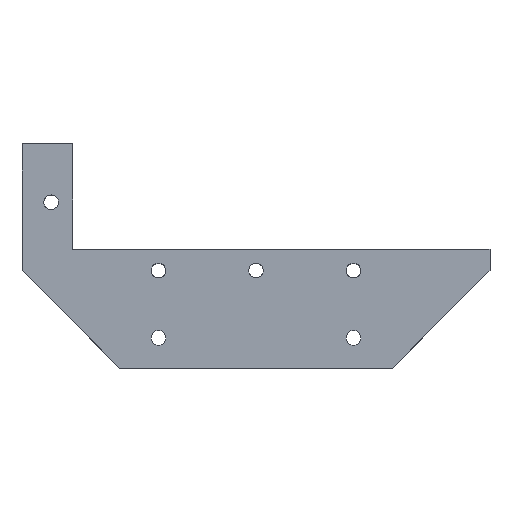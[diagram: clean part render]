
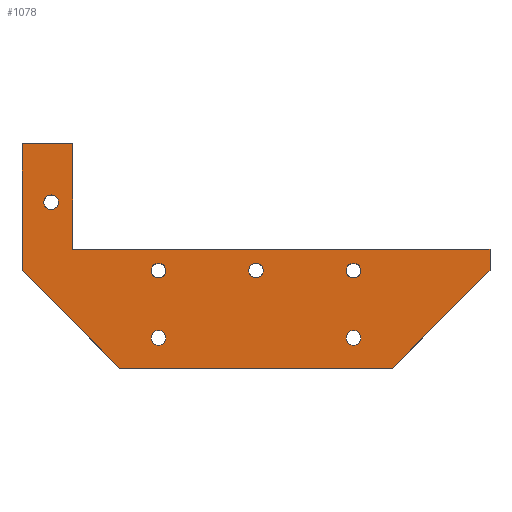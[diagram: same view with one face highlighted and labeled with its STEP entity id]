
A CAD part, top view. The second image highlights one B-rep face of the part: STEP entity #1078.
In plain terms, the highlighted planar face has unit normal (0, 0, 1).
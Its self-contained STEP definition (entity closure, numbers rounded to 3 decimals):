
#43=FACE_BOUND('',#229,.T.);
#44=FACE_BOUND('',#230,.T.);
#45=FACE_BOUND('',#231,.T.);
#46=FACE_BOUND('',#232,.T.);
#47=FACE_BOUND('',#233,.T.);
#48=FACE_BOUND('',#234,.T.);
#83=CIRCLE('',#1146,1.89);
#84=CIRCLE('',#1148,1.89);
#85=CIRCLE('',#1150,1.89);
#86=CIRCLE('',#1152,1.89);
#87=CIRCLE('',#1154,1.89);
#88=CIRCLE('',#1156,1.89);
#144=FACE_OUTER_BOUND('',#228,.T.);
#228=EDGE_LOOP('',(#965,#966,#967,#968,#969,#970,#971,#972));
#229=EDGE_LOOP('',(#973));
#230=EDGE_LOOP('',(#974));
#231=EDGE_LOOP('',(#975));
#232=EDGE_LOOP('',(#976));
#233=EDGE_LOOP('',(#977));
#234=EDGE_LOOP('',(#978));
#272=LINE('',#1547,#384);
#334=LINE('',#1719,#446);
#336=LINE('',#1723,#448);
#338=LINE('',#1727,#450);
#340=LINE('',#1731,#452);
#342=LINE('',#1735,#454);
#344=LINE('',#1739,#456);
#346=LINE('',#1742,#458);
#384=VECTOR('',#1252,107.);
#446=VECTOR('',#1420,5.5);
#448=VECTOR('',#1424,35.355);
#450=VECTOR('',#1428,70.);
#452=VECTOR('',#1432,35.355);
#454=VECTOR('',#1436,32.5);
#456=VECTOR('',#1440,13.);
#458=VECTOR('',#1444,27.);
#495=VERTEX_POINT('',#1544);
#496=VERTEX_POINT('',#1546);
#547=VERTEX_POINT('',#1700);
#548=VERTEX_POINT('',#1703);
#549=VERTEX_POINT('',#1706);
#550=VERTEX_POINT('',#1709);
#551=VERTEX_POINT('',#1712);
#552=VERTEX_POINT('',#1715);
#553=VERTEX_POINT('',#1718);
#554=VERTEX_POINT('',#1722);
#555=VERTEX_POINT('',#1726);
#556=VERTEX_POINT('',#1730);
#557=VERTEX_POINT('',#1734);
#558=VERTEX_POINT('',#1738);
#608=EDGE_CURVE('',#496,#495,#272,.T.);
#680=EDGE_CURVE('',#547,#547,#83,.T.);
#681=EDGE_CURVE('',#548,#548,#84,.T.);
#682=EDGE_CURVE('',#549,#549,#85,.T.);
#683=EDGE_CURVE('',#550,#550,#86,.T.);
#684=EDGE_CURVE('',#551,#551,#87,.T.);
#685=EDGE_CURVE('',#552,#552,#88,.T.);
#686=EDGE_CURVE('',#553,#496,#334,.T.);
#688=EDGE_CURVE('',#554,#553,#336,.T.);
#690=EDGE_CURVE('',#555,#554,#338,.T.);
#692=EDGE_CURVE('',#556,#555,#340,.T.);
#694=EDGE_CURVE('',#557,#556,#342,.T.);
#696=EDGE_CURVE('',#558,#557,#344,.T.);
#698=EDGE_CURVE('',#495,#558,#346,.T.);
#965=ORIENTED_EDGE('',*,*,#608,.T.);
#966=ORIENTED_EDGE('',*,*,#698,.T.);
#967=ORIENTED_EDGE('',*,*,#696,.T.);
#968=ORIENTED_EDGE('',*,*,#694,.T.);
#969=ORIENTED_EDGE('',*,*,#692,.T.);
#970=ORIENTED_EDGE('',*,*,#690,.T.);
#971=ORIENTED_EDGE('',*,*,#688,.T.);
#972=ORIENTED_EDGE('',*,*,#686,.T.);
#973=ORIENTED_EDGE('',*,*,#680,.T.);
#974=ORIENTED_EDGE('',*,*,#681,.T.);
#975=ORIENTED_EDGE('',*,*,#682,.T.);
#976=ORIENTED_EDGE('',*,*,#683,.T.);
#977=ORIENTED_EDGE('',*,*,#684,.T.);
#978=ORIENTED_EDGE('',*,*,#685,.T.);
#1022=PLANE('',#1164);
#1078=ADVANCED_FACE('',(#144,#43,#44,#45,#46,#47,#48),#1022,.T.);
#1146=AXIS2_PLACEMENT_3D('',#1701,#1396,#1397);
#1148=AXIS2_PLACEMENT_3D('',#1704,#1400,#1401);
#1150=AXIS2_PLACEMENT_3D('',#1707,#1404,#1405);
#1152=AXIS2_PLACEMENT_3D('',#1710,#1408,#1409);
#1154=AXIS2_PLACEMENT_3D('',#1713,#1412,#1413);
#1156=AXIS2_PLACEMENT_3D('',#1716,#1416,#1417);
#1164=AXIS2_PLACEMENT_3D('',#1743,#1445,#1446);
#1252=DIRECTION('',(-1.,0.,0.));
#1396=DIRECTION('center_axis',(0.,0.,-1.));
#1397=DIRECTION('ref_axis',(-1.,0.,0.));
#1400=DIRECTION('center_axis',(0.,0.,-1.));
#1401=DIRECTION('ref_axis',(-1.,0.,0.));
#1404=DIRECTION('center_axis',(0.,0.,-1.));
#1405=DIRECTION('ref_axis',(-1.,0.,0.));
#1408=DIRECTION('center_axis',(0.,0.,-1.));
#1409=DIRECTION('ref_axis',(-1.,0.,0.));
#1412=DIRECTION('center_axis',(0.,0.,-1.));
#1413=DIRECTION('ref_axis',(-1.,0.,0.));
#1416=DIRECTION('center_axis',(0.,0.,-1.));
#1417=DIRECTION('ref_axis',(-1.,0.,0.));
#1420=DIRECTION('',(0.,1.,0.));
#1424=DIRECTION('',(0.707,0.707,0.));
#1428=DIRECTION('',(1.,0.,0.));
#1432=DIRECTION('',(0.707,-0.707,0.));
#1436=DIRECTION('',(0.,-1.,0.));
#1440=DIRECTION('',(-1.,0.,0.));
#1444=DIRECTION('',(0.,1.,0.));
#1445=DIRECTION('center_axis',(0.,0.,1.));
#1446=DIRECTION('ref_axis',(1.,0.,0.));
#1544=CARTESIAN_POINT('',(0.,0.,10.));
#1546=CARTESIAN_POINT('',(107.,0.,10.));
#1547=CARTESIAN_POINT('',(0.,0.,10.));
#1700=CARTESIAN_POINT('',(23.89,-22.75,10.));
#1701=CARTESIAN_POINT('Origin',(22.,-22.75,10.));
#1703=CARTESIAN_POINT('',(73.89,-5.5,10.));
#1704=CARTESIAN_POINT('Origin',(72.,-5.5,10.));
#1706=CARTESIAN_POINT('',(23.89,-5.5,10.));
#1707=CARTESIAN_POINT('Origin',(22.,-5.5,10.));
#1709=CARTESIAN_POINT('',(48.89,-5.5,10.));
#1710=CARTESIAN_POINT('Origin',(47.,-5.5,10.));
#1712=CARTESIAN_POINT('',(-3.61,12.,10.));
#1713=CARTESIAN_POINT('Origin',(-5.5,12.,10.));
#1715=CARTESIAN_POINT('',(73.89,-22.75,10.));
#1716=CARTESIAN_POINT('Origin',(72.,-22.75,10.));
#1718=CARTESIAN_POINT('',(107.,-5.5,10.));
#1719=CARTESIAN_POINT('',(107.,0.,10.));
#1722=CARTESIAN_POINT('',(82.,-30.5,10.));
#1723=CARTESIAN_POINT('',(107.,-5.5,10.));
#1726=CARTESIAN_POINT('',(12.,-30.5,10.));
#1727=CARTESIAN_POINT('',(82.,-30.5,10.));
#1730=CARTESIAN_POINT('',(-13.,-5.5,10.));
#1731=CARTESIAN_POINT('',(12.,-30.5,10.));
#1734=CARTESIAN_POINT('',(-13.,27.,10.));
#1735=CARTESIAN_POINT('',(-13.,-5.5,10.));
#1738=CARTESIAN_POINT('',(0.,27.,10.));
#1739=CARTESIAN_POINT('',(-13.,27.,10.));
#1742=CARTESIAN_POINT('',(0.,27.,10.));
#1743=CARTESIAN_POINT('Origin',(38.13,-7.24,10.));
